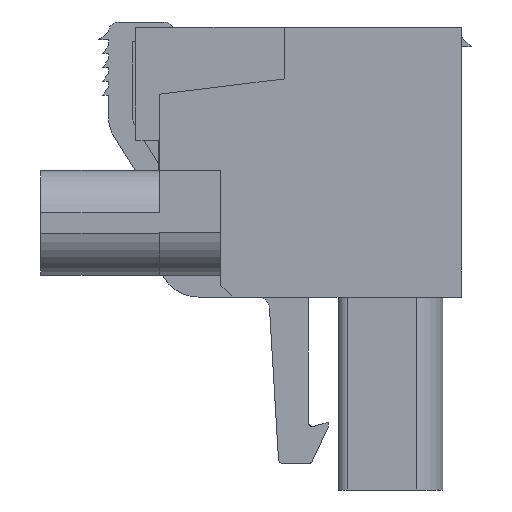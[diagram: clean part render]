
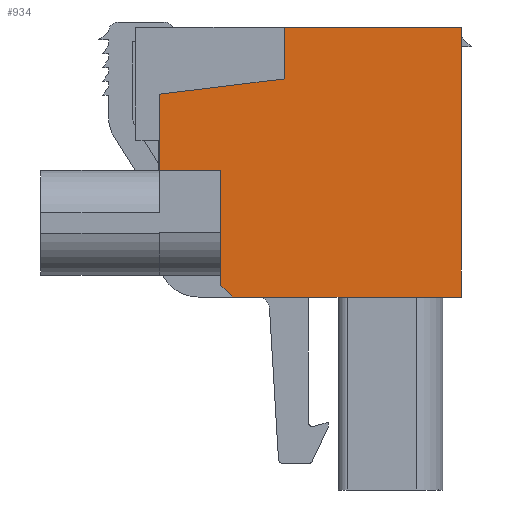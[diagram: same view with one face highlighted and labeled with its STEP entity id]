
A CAD part, left-side view. The second image highlights one B-rep face of the part: STEP entity #934.
In plain terms, the highlighted planar face has unit normal (-1, 0, 0).
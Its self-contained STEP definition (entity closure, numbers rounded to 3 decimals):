
#902=AXIS2_PLACEMENT_3D('Plane Axis2P3D',#899,#900,#901) ;
#112=CARTESIAN_POINT('Vertex',(0.,9.455,23.375)) ;
#115=CARTESIAN_POINT('Line Origine',(0.,4.977,23.375)) ;
#119=CARTESIAN_POINT('Vertex',(0.,0.5,23.375)) ;
#371=CARTESIAN_POINT('Vertex',(0.,9.455,20.775)) ;
#374=CARTESIAN_POINT('Line Origine',(0.,9.455,22.075)) ;
#402=CARTESIAN_POINT('Vertex',(0.,15.755,20.001)) ;
#405=CARTESIAN_POINT('Line Origine',(0.,12.605,20.388)) ;
#435=CARTESIAN_POINT('Vertex',(0.,12.055,9.75)) ;
#438=CARTESIAN_POINT('Line Origine',(0.,12.355,10.05)) ;
#442=CARTESIAN_POINT('Vertex',(0.,12.655,10.35)) ;
#475=CARTESIAN_POINT('Vertex',(0.,0.5,9.75)) ;
#478=CARTESIAN_POINT('Line Origine',(0.,6.277,9.75)) ;
#825=CARTESIAN_POINT('Line Origine',(0.,0.5,16.563)) ;
#899=CARTESIAN_POINT('Axis2P3D Location',(0.,0.,0.)) ;
#904=CARTESIAN_POINT('Line Origine',(0.,15.755,18.076)) ;
#908=CARTESIAN_POINT('Vertex',(0.,15.755,16.15)) ;
#911=CARTESIAN_POINT('Line Origine',(0.,14.205,16.15)) ;
#915=CARTESIAN_POINT('Vertex',(0.,12.655,16.15)) ;
#918=CARTESIAN_POINT('Line Origine',(0.,12.655,13.25)) ;
#116=DIRECTION('Vector Direction',(0.,-1.,0.)) ;
#375=DIRECTION('Vector Direction',(0.,0.,1.)) ;
#406=DIRECTION('Vector Direction',(0.,-0.993,0.122)) ;
#439=DIRECTION('Vector Direction',(0.,0.707,0.707)) ;
#479=DIRECTION('Vector Direction',(0.,1.,0.)) ;
#826=DIRECTION('Vector Direction',(0.,0.,-1.)) ;
#900=DIRECTION('Axis2P3D Direction',(-1.,0.,0.)) ;
#901=DIRECTION('Axis2P3D XDirection',(0.,0.,1.)) ;
#905=DIRECTION('Vector Direction',(0.,0.,1.)) ;
#912=DIRECTION('Vector Direction',(0.,1.,0.)) ;
#919=DIRECTION('Vector Direction',(0.,0.,-1.)) ;
#117=VECTOR('Line Direction',#116,1.) ;
#376=VECTOR('Line Direction',#375,1.) ;
#407=VECTOR('Line Direction',#406,1.) ;
#440=VECTOR('Line Direction',#439,1.) ;
#480=VECTOR('Line Direction',#479,1.) ;
#827=VECTOR('Line Direction',#826,1.) ;
#906=VECTOR('Line Direction',#905,1.) ;
#913=VECTOR('Line Direction',#912,1.) ;
#920=VECTOR('Line Direction',#919,1.) ;
#924=ORIENTED_EDGE('',*,*,#444,.T.) ;
#925=ORIENTED_EDGE('',*,*,#482,.T.) ;
#926=ORIENTED_EDGE('',*,*,#829,.T.) ;
#927=ORIENTED_EDGE('',*,*,#121,.T.) ;
#928=ORIENTED_EDGE('',*,*,#378,.T.) ;
#929=ORIENTED_EDGE('',*,*,#409,.T.) ;
#930=ORIENTED_EDGE('',*,*,#910,.T.) ;
#931=ORIENTED_EDGE('',*,*,#917,.F.) ;
#932=ORIENTED_EDGE('',*,*,#922,.F.) ;
#934=ADVANCED_FACE('HOUSING',(#933),#903,.T.) ;
#121=EDGE_CURVE('',#120,#113,#118,.F.) ;
#378=EDGE_CURVE('',#113,#372,#377,.F.) ;
#409=EDGE_CURVE('',#372,#403,#408,.F.) ;
#444=EDGE_CURVE('',#443,#436,#441,.F.) ;
#482=EDGE_CURVE('',#436,#476,#481,.F.) ;
#829=EDGE_CURVE('',#476,#120,#828,.F.) ;
#910=EDGE_CURVE('',#403,#909,#907,.F.) ;
#917=EDGE_CURVE('',#916,#909,#914,.T.) ;
#922=EDGE_CURVE('',#443,#916,#921,.F.) ;
#923=EDGE_LOOP('',(#924,#925,#926,#927,#928,#929,#930,#931,#932)) ;
#933=FACE_OUTER_BOUND('',#923,.T.) ;
#118=LINE('Line',#115,#117) ;
#377=LINE('Line',#374,#376) ;
#408=LINE('Line',#405,#407) ;
#441=LINE('Line',#438,#440) ;
#481=LINE('Line',#478,#480) ;
#828=LINE('Line',#825,#827) ;
#907=LINE('Line',#904,#906) ;
#914=LINE('Line',#911,#913) ;
#921=LINE('Line',#918,#920) ;
#903=PLANE('',#902) ;
#113=VERTEX_POINT('',#112) ;
#120=VERTEX_POINT('',#119) ;
#372=VERTEX_POINT('',#371) ;
#403=VERTEX_POINT('',#402) ;
#436=VERTEX_POINT('',#435) ;
#443=VERTEX_POINT('',#442) ;
#476=VERTEX_POINT('',#475) ;
#909=VERTEX_POINT('',#908) ;
#916=VERTEX_POINT('',#915) ;
